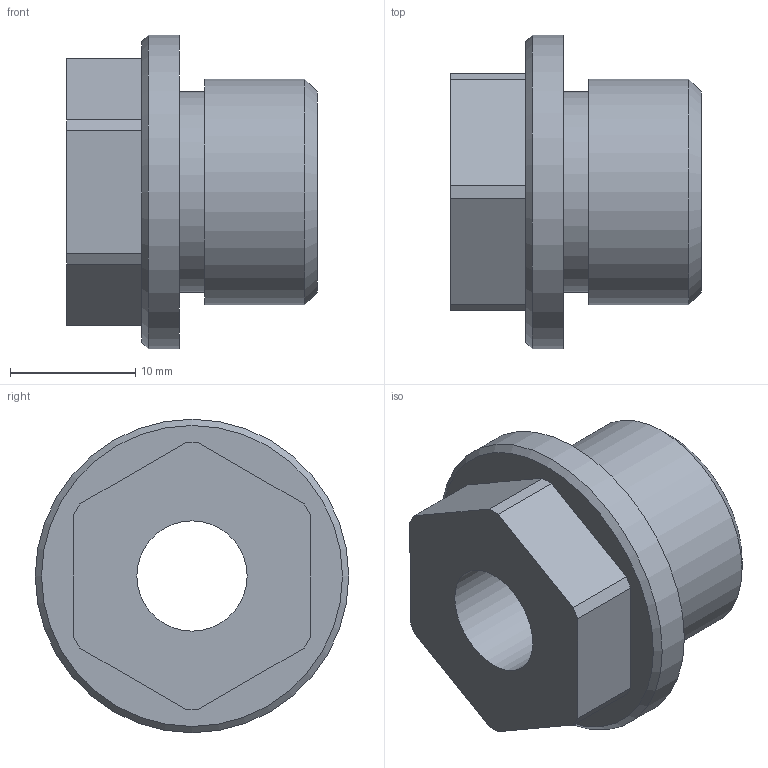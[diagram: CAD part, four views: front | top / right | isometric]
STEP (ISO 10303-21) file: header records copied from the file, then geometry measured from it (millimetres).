
FILE_DESCRIPTION((''),'1');
FILE_NAME('ADAPTATEUR SONDE.stp', '2020-03-18T12:52:50',(''), (''), 'KCM Version 1.1.2450.0', 'KeyCreator', '');
FILE_SCHEMA(('AUTOMOTIVE_DESIGN'));
Length unit declared in the file: millimetre
Bounding box: 20 x 25 x 25 mm (x, y, z)
Volume: 4762.5 mm3; surface area: 2694.4 mm2
Topology: 1 solids, 1 shells, 23 faces, 58 edges, 45 vertices
Faces by surface type: plane 17, cylinder 4, cone 2
Full cylindrical faces by diameter (mm): 8.8 x1, 16 x1, 18 x1, 25 x1
Entity records: 741 total; most frequent: DIRECTION 118, CARTESIAN_POINT 116, ORIENTED_EDGE 104, EDGE_CURVE 52, VECTOR 46, LINE 46, AXIS2_PLACEMENT_3D 36, VERTEX_POINT 34
